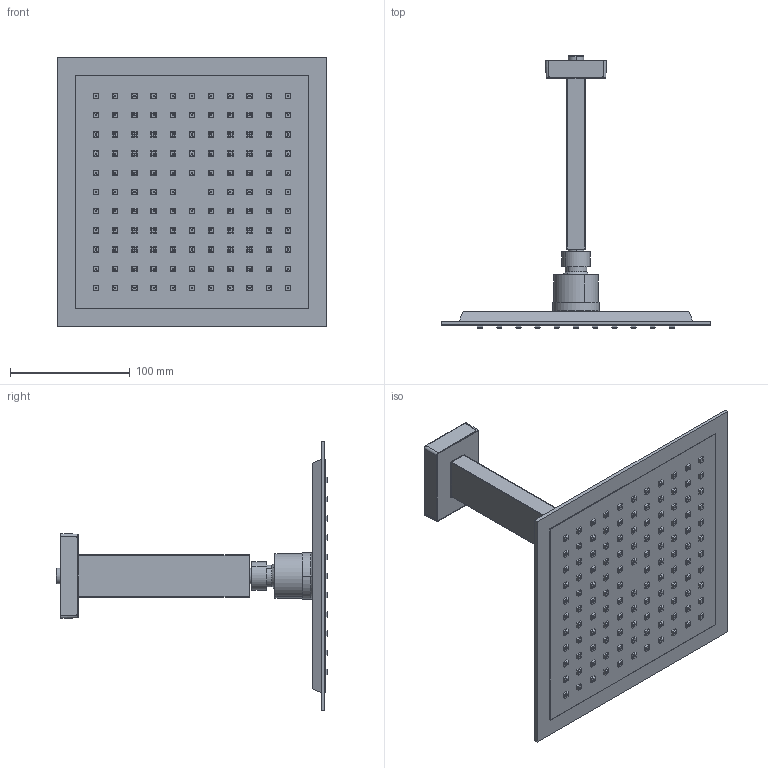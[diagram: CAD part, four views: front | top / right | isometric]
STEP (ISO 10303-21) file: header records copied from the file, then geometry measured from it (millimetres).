
FILE_DESCRIPTION (( 'STEP AP203' ), '1' );
FILE_NAME ('99HP09300.STEP', '2023-12-11T11:19:45', ( '' ), ( '' ), 'SwSTEP 2.0', 'SolidWorks 2021', '' );
FILE_SCHEMA (( 'CONFIG_CONTROL_DESIGN' ));
Length unit declared in the file: millimetre
Products named in the file (1): 99HP09300
Bounding box: 225 x 226.75 x 225 mm (x, y, z)
Volume: 521899.4 mm3; surface area: 173650.1 mm2
Topology: 7 solids, 7 shells, 1653 faces, 3624 edges, 2240 vertices
Faces by surface type: plane 1290, cylinder 330, cone 19, bspline 8, sphere 4, torus 2
Entity records: 44512 total; most frequent: CARTESIAN_POINT 7968, DIRECTION 7475, ORIENTED_EDGE 7228, EDGE_CURVE 3614, VECTOR 2893, LINE 2893, AXIS2_PLACEMENT_3D 2291, VERTEX_POINT 2234
